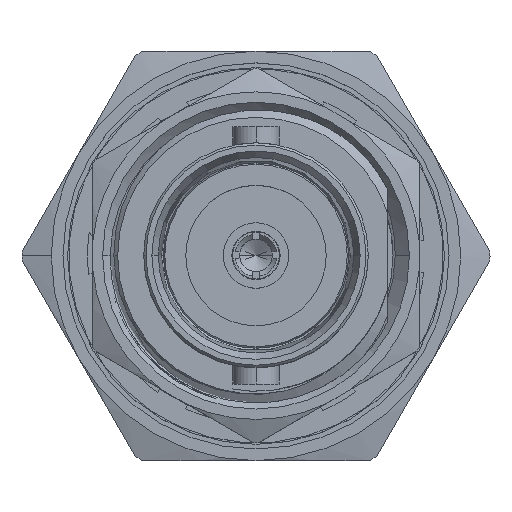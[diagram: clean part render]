
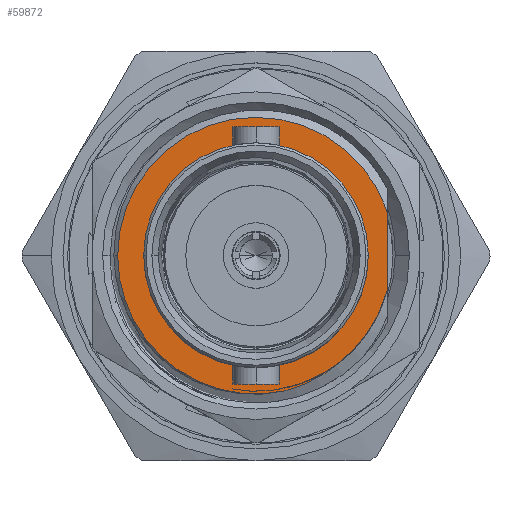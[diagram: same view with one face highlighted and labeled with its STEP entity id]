
A CAD part, top view. The second image highlights one B-rep face of the part: STEP entity #59872.
In plain terms, the highlighted planar face has unit normal (0, 0, 1).
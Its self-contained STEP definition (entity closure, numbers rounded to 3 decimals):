
#1289 = CARTESIAN_POINT ( 'NONE',  ( 5.605, 1.855, 17.7 ) ) ;
#4023 = CIRCLE ( 'NONE', #29461, 5.912 ) ;
#4507 = CIRCLE ( 'NONE', #22931, 5.912 ) ;
#5449 = ORIENTED_EDGE ( 'NONE', *, *, #38127, .F. ) ;
#6655 = CARTESIAN_POINT ( 'NONE',  ( 4.187, -4.083, 17.7 ) ) ;
#7967 = ORIENTED_EDGE ( 'NONE', *, *, #66144, .F. ) ;
#11975 = CARTESIAN_POINT ( 'NONE',  ( 0., 0., 17.7 ) ) ;
#12178 = CARTESIAN_POINT ( 'NONE',  ( 5.589, 1.913, 17.7 ) ) ;
#12455 = CARTESIAN_POINT ( 'NONE',  ( -4.8, 0., 17.7 ) ) ;
#13558 = EDGE_CURVE ( 'NONE', #37672, #115804, #93246, .T. ) ;
#13728 = EDGE_LOOP ( 'NONE', ( #7967, #142938, #108479, #48424, #58941, #38909, #5449 ) ) ;
#18415 = CARTESIAN_POINT ( 'NONE',  ( 3.576, -4.562, 17.7 ) ) ;
#18545 = CARTESIAN_POINT ( 'NONE',  ( 0., 5.912, 17.7 ) ) ;
#21418 = CARTESIAN_POINT ( 'NONE',  ( 5.605, -1.478, 17.7 ) ) ;
#22931 = AXIS2_PLACEMENT_3D ( 'NONE', #52590, #27970, #62748 ) ;
#27497 = EDGE_CURVE ( 'NONE', #29655, #80512, #4023, .T. ) ;
#27970 = DIRECTION ( 'NONE',  ( 0., 0., -1. ) ) ;
#29461 = AXIS2_PLACEMENT_3D ( 'NONE', #59780, #94506, #126409 ) ;
#29655 = VERTEX_POINT ( 'NONE', #61266 ) ;
#33687 = DIRECTION ( 'NONE',  ( 0., 0., -1. ) ) ;
#34183 = ORIENTED_EDGE ( 'NONE', *, *, #41223, .T. ) ;
#35617 = VERTEX_POINT ( 'NONE', #136114 ) ;
#37672 = VERTEX_POINT ( 'NONE', #53229 ) ;
#37854 = EDGE_CURVE ( 'NONE', #99925, #29655, #140820, .T. ) ;
#38127 = EDGE_CURVE ( 'NONE', #53686, #35617, #73582, .T. ) ;
#38909 = ORIENTED_EDGE ( 'NONE', *, *, #120531, .F. ) ;
#39265 = CARTESIAN_POINT ( 'NONE',  ( 3.576, -4.562, 17.7 ) ) ;
#41223 = EDGE_CURVE ( 'NONE', #57282, #92432, #60487, .T. ) ;
#41925 = LINE ( 'NONE', #98416, #42095 ) ;
#42095 = VECTOR ( 'NONE', #43364, 1000. ) ;
#43364 = DIRECTION ( 'NONE',  ( 0., -1., 0. ) ) ;
#48424 = ORIENTED_EDGE ( 'NONE', *, *, #27497, .F. ) ;
#50088 = CARTESIAN_POINT ( 'NONE',  ( 5.605, 1.855, 17.7 ) ) ;
#52343 = CARTESIAN_POINT ( 'NONE',  ( 3.236, -4.852, 17.7 ) ) ;
#52590 = CARTESIAN_POINT ( 'NONE',  ( 0., 0., 17.7 ) ) ;
#53229 = CARTESIAN_POINT ( 'NONE',  ( 5.554, 2.027, 17.7 ) ) ;
#53686 = VERTEX_POINT ( 'NONE', #107084 ) ;
#54760 = CARTESIAN_POINT ( 'NONE',  ( 5.305, -2.385, 17.7 ) ) ;
#57282 = VERTEX_POINT ( 'NONE', #129749 ) ;
#58941 = ORIENTED_EDGE ( 'NONE', *, *, #37854, .F. ) ;
#59780 = CARTESIAN_POINT ( 'NONE',  ( 0., 0., 17.7 ) ) ;
#59872 = ADVANCED_FACE ( 'NONE', ( #116377, #129411 ), #74339, .T. ) ;
#60487 = CIRCLE ( 'NONE', #92823, 4.8 ) ;
#61266 = CARTESIAN_POINT ( 'NONE',  ( 1.237, -5.781, 17.7 ) ) ;
#62127 = CIRCLE ( 'NONE', #89867, 4.8 ) ;
#62748 = DIRECTION ( 'NONE',  ( -1., 0., 0. ) ) ;
#62885 = DIRECTION ( 'NONE',  ( -1., 0., 0. ) ) ;
#65628 = CARTESIAN_POINT ( 'NONE',  ( 5.483, -1.939, 17.7 ) ) ;
#66144 = EDGE_CURVE ( 'NONE', #115804, #53686, #41925, .T. ) ;
#72640 = EDGE_CURVE ( 'NONE', #80512, #37672, #4507, .T. ) ;
#73582 = B_SPLINE_CURVE_WITH_KNOTS ( 'NONE', 3,
 ( #21418, #65628, #54760, #143140 ),
 .UNSPECIFIED., .F., .F.,
 ( 4, 4 ),
 ( 0.001, 0.002 ),
 .UNSPECIFIED. ) ;
#74339 = PLANE ( 'NONE',  #117460 ) ;
#76447 = B_SPLINE_CURVE_WITH_KNOTS ( 'NONE', 3,
 ( #116068, #138533, #6655, #39265 ),
 .UNSPECIFIED., .F., .F.,
 ( 4, 4 ),
 ( 0., 0.002 ),
 .UNSPECIFIED. ) ;
#80512 = VERTEX_POINT ( 'NONE', #100256 ) ;
#89867 = AXIS2_PLACEMENT_3D ( 'NONE', #11975, #33687, #122078 ) ;
#92432 = VERTEX_POINT ( 'NONE', #12455 ) ;
#92823 = AXIS2_PLACEMENT_3D ( 'NONE', #107804, #120089, #62885 ) ;
#93246 = B_SPLINE_CURVE_WITH_KNOTS ( 'NONE', 3,
 ( #122282, #111449, #12178, #1289 ),
 .UNSPECIFIED., .F., .F.,
 ( 4, 4 ),
 ( 0.006, 0.006 ),
 .UNSPECIFIED. ) ;
#94389 = CARTESIAN_POINT ( 'NONE',  ( 2.077, -5.513, 17.7 ) ) ;
#94506 = DIRECTION ( 'NONE',  ( 0., 0., -1. ) ) ;
#95819 = CARTESIAN_POINT ( 'NONE',  ( 3.576, -4.562, 17.7 ) ) ;
#98416 = CARTESIAN_POINT ( 'NONE',  ( 5.605, -3.436, 17.7 ) ) ;
#99925 = VERTEX_POINT ( 'NONE', #18415 ) ;
#100256 = CARTESIAN_POINT ( 'NONE',  ( -5.912, 0., 17.7 ) ) ;
#105977 = CARTESIAN_POINT ( 'NONE',  ( 1.237, -5.781, 17.7 ) ) ;
#106213 = DIRECTION ( 'NONE',  ( 1., 0., 0. ) ) ;
#107084 = CARTESIAN_POINT ( 'NONE',  ( 5.605, -1.478, 17.7 ) ) ;
#107417 = CARTESIAN_POINT ( 'NONE',  ( 1.664, -5.67, 17.7 ) ) ;
#107804 = CARTESIAN_POINT ( 'NONE',  ( 0., 0., 17.7 ) ) ;
#108479 = ORIENTED_EDGE ( 'NONE', *, *, #72640, .F. ) ;
#110128 = EDGE_CURVE ( 'NONE', #92432, #57282, #62127, .T. ) ;
#111449 = CARTESIAN_POINT ( 'NONE',  ( 5.572, 1.97, 17.7 ) ) ;
#115804 = VERTEX_POINT ( 'NONE', #50088 ) ;
#116068 = CARTESIAN_POINT ( 'NONE',  ( 5.074, -2.803, 17.7 ) ) ;
#116377 = FACE_OUTER_BOUND ( 'NONE', #13728, .T. ) ;
#117460 = AXIS2_PLACEMENT_3D ( 'NONE', #18545, #127970, #106213 ) ;
#120089 = DIRECTION ( 'NONE',  ( 0., 0., -1. ) ) ;
#120531 = EDGE_CURVE ( 'NONE', #35617, #99925, #76447, .T. ) ;
#122078 = DIRECTION ( 'NONE',  ( -1., 0., 0. ) ) ;
#122282 = CARTESIAN_POINT ( 'NONE',  ( 5.554, 2.027, 17.7 ) ) ;
#125920 = ORIENTED_EDGE ( 'NONE', *, *, #110128, .T. ) ;
#126409 = DIRECTION ( 'NONE',  ( -1., 0., 0. ) ) ;
#127970 = DIRECTION ( 'NONE',  ( 0., 0., 1. ) ) ;
#129411 = FACE_BOUND ( 'NONE', #135618, .T. ) ;
#129749 = CARTESIAN_POINT ( 'NONE',  ( 4.8, 0., 17.7 ) ) ;
#135618 = EDGE_LOOP ( 'NONE', ( #125920, #34183 ) ) ;
#136114 = CARTESIAN_POINT ( 'NONE',  ( 5.074, -2.803, 17.7 ) ) ;
#138533 = CARTESIAN_POINT ( 'NONE',  ( 4.698, -3.483, 17.7 ) ) ;
#138608 = CARTESIAN_POINT ( 'NONE',  ( 2.869, -5.1, 17.7 ) ) ;
#140820 = B_SPLINE_CURVE_WITH_KNOTS ( 'NONE', 3,
 ( #95819, #52343, #138608, #94389, #107417, #105977 ),
 .UNSPECIFIED., .F., .F.,
 ( 4, 2, 4 ),
 ( 0., 0.001, 0.003 ),
 .UNSPECIFIED. ) ;
#142938 = ORIENTED_EDGE ( 'NONE', *, *, #13558, .F. ) ;
#143140 = CARTESIAN_POINT ( 'NONE',  ( 5.074, -2.803, 17.7 ) ) ;
